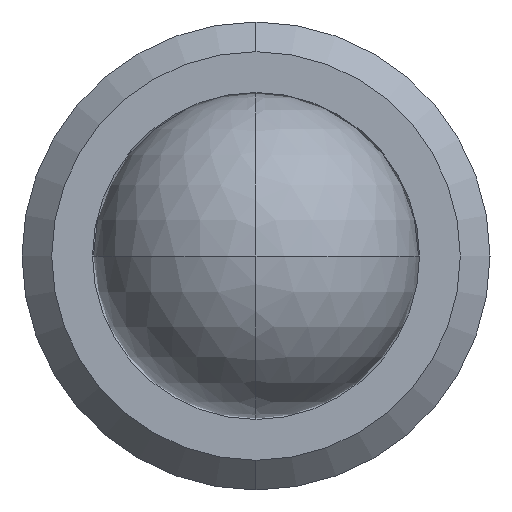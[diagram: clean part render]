
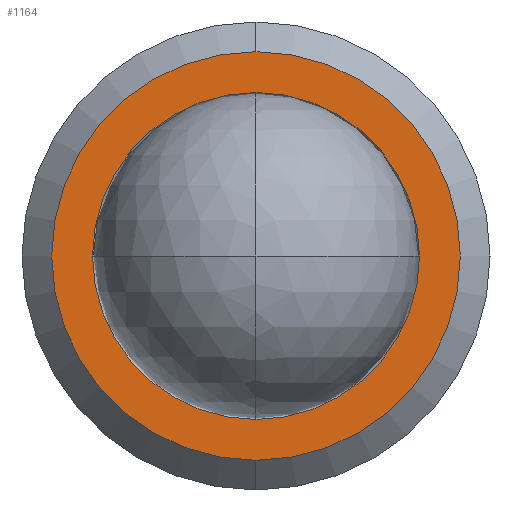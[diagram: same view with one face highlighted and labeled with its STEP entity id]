
A CAD part, left-side view. The second image highlights one B-rep face of the part: STEP entity #1164.
In plain terms, the highlighted planar face has unit normal (-1, 0, 0).
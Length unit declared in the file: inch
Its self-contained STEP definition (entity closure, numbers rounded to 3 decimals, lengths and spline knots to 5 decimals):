
#138 = CIRCLE ( 'NONE', #2033, 0.055 ) ;
#210 = ORIENTED_EDGE ( 'NONE', *, *, #777, .T. ) ;
#255 = ORIENTED_EDGE ( 'NONE', *, *, #1816, .T. ) ;
#286 = AXIS2_PLACEMENT_3D ( 'NONE', #742, #1905, #907 ) ;
#291 = FACE_BOUND ( 'NONE', #1099, .T. ) ;
#293 = ORIENTED_EDGE ( 'NONE', *, *, #738, .F. ) ;
#339 = VERTEX_POINT ( 'NONE', #760 ) ;
#367 = DIRECTION ( 'NONE',  ( 0., 1., 0. ) ) ;
#416 = CARTESIAN_POINT ( 'NONE',  ( -2.13527, 0.08605, 0.8715 ) ) ;
#422 = VERTEX_POINT ( 'NONE', #2119 ) ;
#471 = AXIS2_PLACEMENT_3D ( 'NONE', #416, #1553, #1422 ) ;
#731 = FACE_OUTER_BOUND ( 'NONE', #1143, .T. ) ;
#738 = EDGE_CURVE ( 'NONE', #1342, #422, #879, .T. ) ;
#742 = CARTESIAN_POINT ( 'NONE',  ( -2.13527, 0.08605, 0.8715 ) ) ;
#747 = DIRECTION ( 'NONE',  ( -1., 0., 0. ) ) ;
#760 = CARTESIAN_POINT ( 'NONE',  ( -2.13527, 0.08605, 0.80275 ) ) ;
#777 = EDGE_CURVE ( 'NONE', #1690, #339, #1466, .T. ) ;
#824 = EDGE_CURVE ( 'NONE', #422, #1342, #138, .T. ) ;
#875 = DIRECTION ( 'NONE',  ( 0., 1., 0. ) ) ;
#879 = CIRCLE ( 'NONE', #471, 0.055 ) ;
#907 = DIRECTION ( 'NONE',  ( 0., 1., 0. ) ) ;
#1030 = CARTESIAN_POINT ( 'NONE',  ( -2.13527, 0.14105, 0.8715 ) ) ;
#1041 = DIRECTION ( 'NONE',  ( -1., 0., 0. ) ) ;
#1043 = DIRECTION ( 'NONE',  ( 1., 0., 0. ) ) ;
#1064 = DIRECTION ( 'NONE',  ( 0., -1., 0. ) ) ;
#1066 = AXIS2_PLACEMENT_3D ( 'NONE', #1030, #1043, #875 ) ;
#1099 = EDGE_LOOP ( 'NONE', ( #293, #1520 ) ) ;
#1143 = EDGE_LOOP ( 'NONE', ( #255, #210 ) ) ;
#1150 = CIRCLE ( 'NONE', #1190, 0.06874 ) ;
#1164 = ADVANCED_FACE ( 'NONE', ( #731, #291 ), #1893, .F. ) ;
#1190 = AXIS2_PLACEMENT_3D ( 'NONE', #2028, #1041, #367 ) ;
#1342 = VERTEX_POINT ( 'NONE', #1368 ) ;
#1368 = CARTESIAN_POINT ( 'NONE',  ( -2.13527, 0.03105, 0.8715 ) ) ;
#1422 = DIRECTION ( 'NONE',  ( 0., -1., 0. ) ) ;
#1466 = CIRCLE ( 'NONE', #286, 0.06874 ) ;
#1520 = ORIENTED_EDGE ( 'NONE', *, *, #824, .F. ) ;
#1553 = DIRECTION ( 'NONE',  ( -1., 0., 0. ) ) ;
#1662 = CARTESIAN_POINT ( 'NONE',  ( -2.13527, 0.08605, 0.94024 ) ) ;
#1690 = VERTEX_POINT ( 'NONE', #1662 ) ;
#1816 = EDGE_CURVE ( 'NONE', #339, #1690, #1150, .T. ) ;
#1893 = PLANE ( 'NONE',  #1066 ) ;
#1905 = DIRECTION ( 'NONE',  ( -1., 0., 0. ) ) ;
#2028 = CARTESIAN_POINT ( 'NONE',  ( -2.13527, 0.08605, 0.8715 ) ) ;
#2033 = AXIS2_PLACEMENT_3D ( 'NONE', #2070, #747, #1064 ) ;
#2070 = CARTESIAN_POINT ( 'NONE',  ( -2.13527, 0.08605, 0.8715 ) ) ;
#2119 = CARTESIAN_POINT ( 'NONE',  ( -2.13527, 0.14105, 0.8715 ) ) ;
